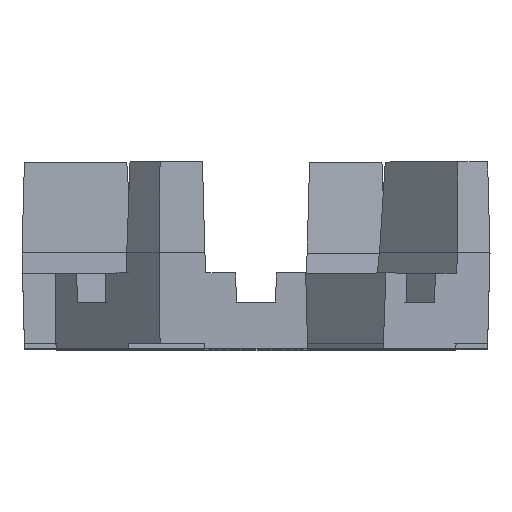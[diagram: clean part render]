
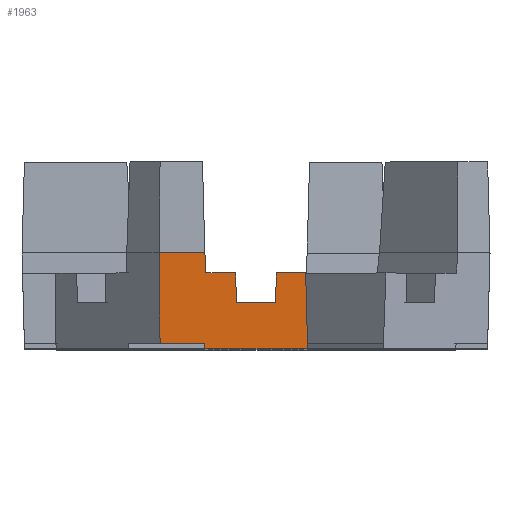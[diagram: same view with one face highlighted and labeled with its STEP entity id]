
A CAD part, top view. The second image highlights one B-rep face of the part: STEP entity #1963.
In plain terms, the highlighted planar face has unit normal (0, -0.026, 1).
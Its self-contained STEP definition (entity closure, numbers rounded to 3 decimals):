
#19 = LINE ( 'NONE', #4467, #7139 ) ;
#73 = CARTESIAN_POINT ( 'NONE',  ( -4.686, 0., 43.314 ) ) ;
#163 = AXIS2_PLACEMENT_3D ( 'NONE', #4716, #682, #168 ) ;
#168 = DIRECTION ( 'NONE',  ( 0., -1., -0.026 ) ) ;
#207 = ORIENTED_EDGE ( 'NONE', *, *, #6442, .T. ) ;
#356 = LINE ( 'NONE', #4433, #3982 ) ;
#370 = VERTEX_POINT ( 'NONE', #6602 ) ;
#385 = ORIENTED_EDGE ( 'NONE', *, *, #2107, .T. ) ;
#534 = EDGE_CURVE ( 'NONE', #4152, #7170, #5022, .T. ) ;
#619 = EDGE_LOOP ( 'NONE', ( #6432, #700, #6589, #4148, #6741, #3526, #6896, #385, #3387, #207, #2154, #6492, #1281, #6421 ) ) ;
#643 = DIRECTION ( 'NONE',  ( 1., 0., 0. ) ) ;
#682 = DIRECTION ( 'NONE',  ( 0., -0.026, 1. ) ) ;
#700 = ORIENTED_EDGE ( 'NONE', *, *, #7250, .T. ) ;
#765 = CARTESIAN_POINT ( 'NONE',  ( 2.518, 0.189, 43.319 ) ) ;
#881 = LINE ( 'NONE', #3655, #4847 ) ;
#905 = CARTESIAN_POINT ( 'NONE',  ( -4.686, 0., 43.314 ) ) ;
#1011 = CARTESIAN_POINT ( 'NONE',  ( -4.686, 3.686, 43.41 ) ) ;
#1124 = EDGE_CURVE ( 'NONE', #1551, #3996, #6449, .T. ) ;
#1163 = CARTESIAN_POINT ( 'NONE',  ( -4.686, 0.25, 43.32 ) ) ;
#1197 = VECTOR ( 'NONE', #5721, 1000. ) ;
#1255 = CARTESIAN_POINT ( 'NONE',  ( -4.686, 2.236, 43.372 ) ) ;
#1281 = ORIENTED_EDGE ( 'NONE', *, *, #4971, .F. ) ;
#1436 = VERTEX_POINT ( 'NONE', #7152 ) ;
#1551 = VERTEX_POINT ( 'NONE', #7177 ) ;
#1568 = DIRECTION ( 'NONE',  ( -1., 0., 0. ) ) ;
#1638 = VECTOR ( 'NONE', #6903, 1000. ) ;
#1692 = CARTESIAN_POINT ( 'NONE',  ( -4.686, 4.686, 43.436 ) ) ;
#1806 = CARTESIAN_POINT ( 'NONE',  ( -2.272, 0.121, 43.317 ) ) ;
#1818 = CARTESIAN_POINT ( 'NONE',  ( -2.5, 4.686, 43.436 ) ) ;
#1843 = CARTESIAN_POINT ( 'NONE',  ( 0.866, -0.191, 43.309 ) ) ;
#1873 = VECTOR ( 'NONE', #3620, 1000. ) ;
#1963 = ADVANCED_FACE ( 'NONE', ( #4498 ), #3041, .T. ) ;
#1997 = VERTEX_POINT ( 'NONE', #2964 ) ;
#2079 = VERTEX_POINT ( 'NONE', #2852 ) ;
#2107 = EDGE_CURVE ( 'NONE', #1436, #3482, #7043, .T. ) ;
#2154 = ORIENTED_EDGE ( 'NONE', *, *, #7199, .F. ) ;
#2159 = CARTESIAN_POINT ( 'NONE',  ( -2.5, 0., 43.314 ) ) ;
#2346 = LINE ( 'NONE', #1692, #1197 ) ;
#2503 = CARTESIAN_POINT ( 'NONE',  ( -2.45, 3.686, 43.41 ) ) ;
#2852 = CARTESIAN_POINT ( 'NONE',  ( 2.516, 0.25, 43.32 ) ) ;
#2964 = CARTESIAN_POINT ( 'NONE',  ( 2.507, 0.25, 43.32 ) ) ;
#3024 = DIRECTION ( 'NONE',  ( -0.026, 0.999, 0.026 ) ) ;
#3041 = PLANE ( 'NONE',  #163 ) ;
#3052 = LINE ( 'NONE', #1255, #4936 ) ;
#3082 = DIRECTION ( 'NONE',  ( -1., 0., 0. ) ) ;
#3387 = ORIENTED_EDGE ( 'NONE', *, *, #6016, .T. ) ;
#3482 = VERTEX_POINT ( 'NONE', #5936 ) ;
#3526 = ORIENTED_EDGE ( 'NONE', *, *, #5958, .T. ) ;
#3563 = VERTEX_POINT ( 'NONE', #1818 ) ;
#3593 = VERTEX_POINT ( 'NONE', #4701 ) ;
#3603 = VECTOR ( 'NONE', #3885, 1000. ) ;
#3620 = DIRECTION ( 'NONE',  ( -0.05, 0.998, 0.026 ) ) ;
#3655 = CARTESIAN_POINT ( 'NONE',  ( -4.686, 3.686, 43.41 ) ) ;
#3692 = LINE ( 'NONE', #1843, #5668 ) ;
#3885 = DIRECTION ( 'NONE',  ( -1., 0., 0. ) ) ;
#3900 = VERTEX_POINT ( 'NONE', #6034 ) ;
#3982 = VECTOR ( 'NONE', #1568, 1000. ) ;
#3996 = VERTEX_POINT ( 'NONE', #7246 ) ;
#4040 = CARTESIAN_POINT ( 'NONE',  ( 2.495, -0.188, 43.309 ) ) ;
#4148 = ORIENTED_EDGE ( 'NONE', *, *, #4466, .T. ) ;
#4152 = VERTEX_POINT ( 'NONE', #2159 ) ;
#4183 = DIRECTION ( 'NONE',  ( 0.011, -1., -0.026 ) ) ;
#4376 = EDGE_CURVE ( 'NONE', #1997, #2079, #5057, .T. ) ;
#4433 = CARTESIAN_POINT ( 'NONE',  ( -4.686, 0.25, 43.32 ) ) ;
#4466 = EDGE_CURVE ( 'NONE', #2079, #3593, #7239, .T. ) ;
#4467 = CARTESIAN_POINT ( 'NONE',  ( -2.501, 0.057, 43.315 ) ) ;
#4498 = FACE_OUTER_BOUND ( 'NONE', #619, .T. ) ;
#4576 = LINE ( 'NONE', #1806, #1873 ) ;
#4701 = CARTESIAN_POINT ( 'NONE',  ( 2.426, 3.686, 43.41 ) ) ;
#4716 = CARTESIAN_POINT ( 'NONE',  ( -4.686, 0., 43.314 ) ) ;
#4814 = EDGE_CURVE ( 'NONE', #5522, #4152, #19, .T. ) ;
#4847 = VECTOR ( 'NONE', #3082, 1000. ) ;
#4936 = VECTOR ( 'NONE', #5849, 1000. ) ;
#4937 = DIRECTION ( 'NONE',  ( 1., 0., 0. ) ) ;
#4954 = EDGE_CURVE ( 'NONE', #3593, #370, #5400, .T. ) ;
#4971 = EDGE_CURVE ( 'NONE', #5522, #3996, #356, .T. ) ;
#5022 = LINE ( 'NONE', #905, #6372 ) ;
#5047 = DIRECTION ( 'NONE',  ( 0.026, -0.999, -0.026 ) ) ;
#5057 = LINE ( 'NONE', #1163, #5605 ) ;
#5111 = DIRECTION ( 'NONE',  ( 0.026, 0.999, 0.026 ) ) ;
#5159 = CARTESIAN_POINT ( 'NONE',  ( -0.877, 0.131, 43.317 ) ) ;
#5359 = VERTEX_POINT ( 'NONE', #2503 ) ;
#5371 = VECTOR ( 'NONE', #4183, 1000. ) ;
#5400 = LINE ( 'NONE', #1011, #3603 ) ;
#5522 = VERTEX_POINT ( 'NONE', #6080 ) ;
#5605 = VECTOR ( 'NONE', #643, 1000. ) ;
#5668 = VECTOR ( 'NONE', #7007, 1000. ) ;
#5721 = DIRECTION ( 'NONE',  ( 1., 0., 0. ) ) ;
#5849 = DIRECTION ( 'NONE',  ( -1., 0., 0. ) ) ;
#5936 = CARTESIAN_POINT ( 'NONE',  ( -1., 3.686, 43.41 ) ) ;
#5947 = LINE ( 'NONE', #4040, #6134 ) ;
#5958 = EDGE_CURVE ( 'NONE', #370, #3900, #3692, .T. ) ;
#6016 = EDGE_CURVE ( 'NONE', #3482, #5359, #881, .T. ) ;
#6034 = CARTESIAN_POINT ( 'NONE',  ( 0.95, 2.236, 43.372 ) ) ;
#6080 = CARTESIAN_POINT ( 'NONE',  ( -2.507, 0.25, 43.32 ) ) ;
#6134 = VECTOR ( 'NONE', #5111, 1000. ) ;
#6372 = VECTOR ( 'NONE', #4937, 1000. ) ;
#6405 = EDGE_CURVE ( 'NONE', #3900, #1436, #3052, .T. ) ;
#6421 = ORIENTED_EDGE ( 'NONE', *, *, #4814, .T. ) ;
#6432 = ORIENTED_EDGE ( 'NONE', *, *, #534, .T. ) ;
#6442 = EDGE_CURVE ( 'NONE', #5359, #3563, #4576, .T. ) ;
#6449 = LINE ( 'NONE', #73, #5371 ) ;
#6492 = ORIENTED_EDGE ( 'NONE', *, *, #1124, .T. ) ;
#6589 = ORIENTED_EDGE ( 'NONE', *, *, #4376, .T. ) ;
#6602 = CARTESIAN_POINT ( 'NONE',  ( 1., 3.686, 43.41 ) ) ;
#6741 = ORIENTED_EDGE ( 'NONE', *, *, #4954, .T. ) ;
#6773 = CARTESIAN_POINT ( 'NONE',  ( 2.5, 0., 43.314 ) ) ;
#6872 = VECTOR ( 'NONE', #3024, 1000. ) ;
#6896 = ORIENTED_EDGE ( 'NONE', *, *, #6405, .T. ) ;
#6903 = DIRECTION ( 'NONE',  ( -0.034, 0.999, 0.026 ) ) ;
#7007 = DIRECTION ( 'NONE',  ( -0.034, -0.999, -0.026 ) ) ;
#7043 = LINE ( 'NONE', #5159, #1638 ) ;
#7139 = VECTOR ( 'NONE', #5047, 1000. ) ;
#7152 = CARTESIAN_POINT ( 'NONE',  ( -0.95, 2.236, 43.372 ) ) ;
#7170 = VERTEX_POINT ( 'NONE', #6773 ) ;
#7177 = CARTESIAN_POINT ( 'NONE',  ( -4.737, 4.686, 43.436 ) ) ;
#7199 = EDGE_CURVE ( 'NONE', #1551, #3563, #2346, .T. ) ;
#7239 = LINE ( 'NONE', #765, #6872 ) ;
#7246 = CARTESIAN_POINT ( 'NONE',  ( -4.689, 0.25, 43.32 ) ) ;
#7250 = EDGE_CURVE ( 'NONE', #7170, #1997, #5947, .T. ) ;
